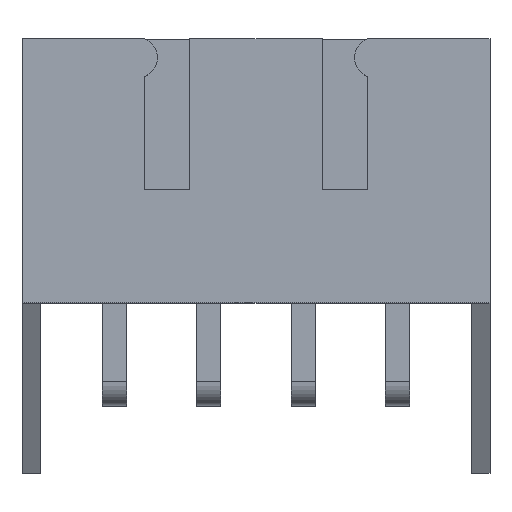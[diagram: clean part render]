
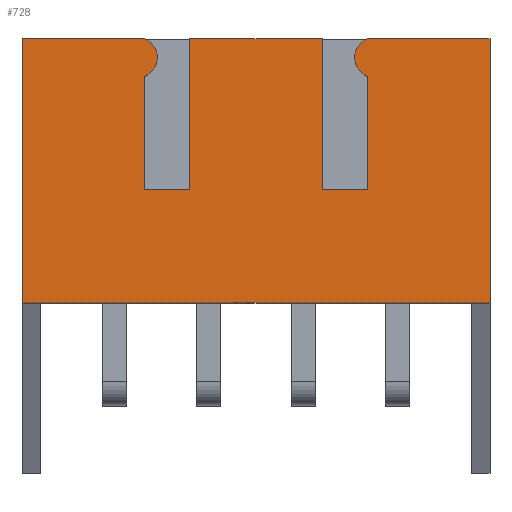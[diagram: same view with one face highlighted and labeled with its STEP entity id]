
A CAD part, top view. The second image highlights one B-rep face of the part: STEP entity #728.
In plain terms, the highlighted planar face has unit normal (0, 0, 1).
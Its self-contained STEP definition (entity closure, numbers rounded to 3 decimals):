
#260 = EDGE_CURVE('',#261,#263,#265,.T.);
#261 = VERTEX_POINT('',#262);
#262 = CARTESIAN_POINT('',(2.95,5.4,5.75));
#263 = VERTEX_POINT('',#264);
#264 = CARTESIAN_POINT('',(2.95,8.4,5.75));
#265 = LINE('',#266,#267);
#266 = CARTESIAN_POINT('',(2.95,5.4,5.75));
#267 = VECTOR('',#268,1.);
#268 = DIRECTION('',(0.,1.,0.));
#292 = EDGE_CURVE('',#293,#261,#295,.T.);
#293 = VERTEX_POINT('',#294);
#294 = CARTESIAN_POINT('',(1.75,5.4,5.75));
#295 = LINE('',#296,#297);
#296 = CARTESIAN_POINT('',(1.75,5.4,5.75));
#297 = VECTOR('',#298,1.);
#298 = DIRECTION('',(1.,0.,0.));
#316 = EDGE_CURVE('',#317,#293,#319,.T.);
#317 = VERTEX_POINT('',#318);
#318 = CARTESIAN_POINT('',(1.75,9.4,5.75));
#319 = LINE('',#320,#321);
#320 = CARTESIAN_POINT('',(1.75,9.4,5.75));
#321 = VECTOR('',#322,1.);
#322 = DIRECTION('',(0.,-1.,0.));
#372 = EDGE_CURVE('',#373,#375,#377,.T.);
#373 = VERTEX_POINT('',#374);
#374 = CARTESIAN_POINT('',(-1.75,5.4,5.75));
#375 = VERTEX_POINT('',#376);
#376 = CARTESIAN_POINT('',(-1.75,9.4,5.75));
#377 = LINE('',#378,#379);
#378 = CARTESIAN_POINT('',(-1.75,5.4,5.75));
#379 = VECTOR('',#380,1.);
#380 = DIRECTION('',(0.,1.,0.));
#404 = EDGE_CURVE('',#373,#405,#407,.T.);
#405 = VERTEX_POINT('',#406);
#406 = CARTESIAN_POINT('',(-2.95,5.4,5.75));
#407 = LINE('',#408,#409);
#408 = CARTESIAN_POINT('',(-1.75,5.4,5.75));
#409 = VECTOR('',#410,1.);
#410 = DIRECTION('',(-1.,0.,0.));
#428 = EDGE_CURVE('',#405,#429,#431,.T.);
#429 = VERTEX_POINT('',#430);
#430 = CARTESIAN_POINT('',(-2.95,8.4,5.75));
#431 = LINE('',#432,#433);
#432 = CARTESIAN_POINT('',(-2.95,5.4,5.75));
#433 = VECTOR('',#434,1.);
#434 = DIRECTION('',(0.,1.,0.));
#527 = VERTEX_POINT('',#528);
#528 = CARTESIAN_POINT('',(-6.2,9.4,5.75));
#534 = EDGE_CURVE('',#535,#527,#537,.T.);
#535 = VERTEX_POINT('',#536);
#536 = CARTESIAN_POINT('',(-2.95,9.4,5.75));
#537 = LINE('',#538,#539);
#538 = CARTESIAN_POINT('',(-2.85,9.4,5.75));
#539 = VECTOR('',#540,1.);
#540 = DIRECTION('',(-1.,0.,0.));
#684 = VERTEX_POINT('',#685);
#685 = CARTESIAN_POINT('',(2.95,9.4,5.75));
#691 = EDGE_CURVE('',#692,#684,#694,.T.);
#692 = VERTEX_POINT('',#693);
#693 = CARTESIAN_POINT('',(6.2,9.4,5.75));
#694 = LINE('',#695,#696);
#695 = CARTESIAN_POINT('',(-2.85,9.4,5.75));
#696 = VECTOR('',#697,1.);
#697 = DIRECTION('',(-1.,0.,0.));
#714 = EDGE_CURVE('',#684,#263,#715,.T.);
#715 = CIRCLE('',#716,0.539);
#716 = AXIS2_PLACEMENT_3D('',#717,#718,#719);
#717 = CARTESIAN_POINT('',(3.15,8.9,5.75));
#718 = DIRECTION('',(0.,0.,1.));
#719 = DIRECTION('',(1.,0.,0.));
#728 = ADVANCED_FACE('',(#729),#775,.F.);
#729 = FACE_BOUND('',#730,.F.);
#730 = EDGE_LOOP('',(#731,#739,#740,#747,#748,#749,#750,#756,#757,#758,
    #759,#760,#761,#769));
#731 = ORIENTED_EDGE('',*,*,#732,.F.);
#732 = EDGE_CURVE('',#527,#733,#735,.T.);
#733 = VERTEX_POINT('',#734);
#734 = CARTESIAN_POINT('',(-6.2,2.4,5.75));
#735 = LINE('',#736,#737);
#736 = CARTESIAN_POINT('',(-6.2,2.9,5.75));
#737 = VECTOR('',#738,1.);
#738 = DIRECTION('',(0.,-1.,0.));
#739 = ORIENTED_EDGE('',*,*,#534,.F.);
#740 = ORIENTED_EDGE('',*,*,#741,.F.);
#741 = EDGE_CURVE('',#429,#535,#742,.T.);
#742 = CIRCLE('',#743,0.539);
#743 = AXIS2_PLACEMENT_3D('',#744,#745,#746);
#744 = CARTESIAN_POINT('',(-3.15,8.9,5.75));
#745 = DIRECTION('',(0.,0.,1.));
#746 = DIRECTION('',(1.,0.,0.));
#747 = ORIENTED_EDGE('',*,*,#428,.F.);
#748 = ORIENTED_EDGE('',*,*,#404,.F.);
#749 = ORIENTED_EDGE('',*,*,#372,.T.);
#750 = ORIENTED_EDGE('',*,*,#751,.F.);
#751 = EDGE_CURVE('',#317,#375,#752,.T.);
#752 = LINE('',#753,#754);
#753 = CARTESIAN_POINT('',(-2.85,9.4,5.75));
#754 = VECTOR('',#755,1.);
#755 = DIRECTION('',(-1.,0.,0.));
#756 = ORIENTED_EDGE('',*,*,#316,.T.);
#757 = ORIENTED_EDGE('',*,*,#292,.T.);
#758 = ORIENTED_EDGE('',*,*,#260,.T.);
#759 = ORIENTED_EDGE('',*,*,#714,.F.);
#760 = ORIENTED_EDGE('',*,*,#691,.F.);
#761 = ORIENTED_EDGE('',*,*,#762,.F.);
#762 = EDGE_CURVE('',#763,#692,#765,.T.);
#763 = VERTEX_POINT('',#764);
#764 = CARTESIAN_POINT('',(6.2,2.4,5.75));
#765 = LINE('',#766,#767);
#766 = CARTESIAN_POINT('',(6.2,2.9,5.75));
#767 = VECTOR('',#768,1.);
#768 = DIRECTION('',(0.,1.,0.));
#769 = ORIENTED_EDGE('',*,*,#770,.F.);
#770 = EDGE_CURVE('',#733,#763,#771,.T.);
#771 = LINE('',#772,#773);
#772 = CARTESIAN_POINT('',(-2.85,2.4,5.75));
#773 = VECTOR('',#774,1.);
#774 = DIRECTION('',(1.,0.,0.));
#775 = PLANE('',#776);
#776 = AXIS2_PLACEMENT_3D('',#777,#778,#779);
#777 = CARTESIAN_POINT('',(-5.7,2.9,5.75));
#778 = DIRECTION('',(0.,0.,-1.));
#779 = DIRECTION('',(1.,0.,0.));
